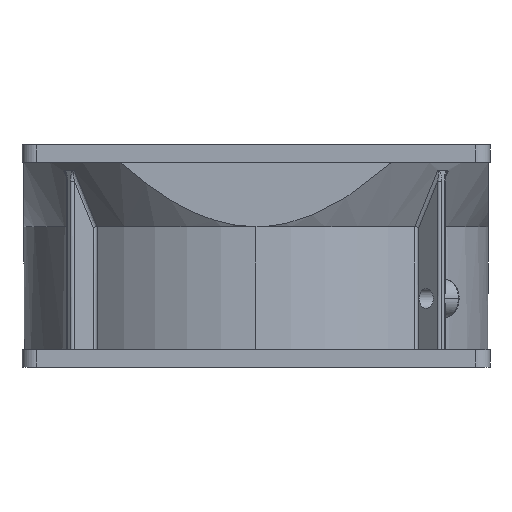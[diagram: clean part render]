
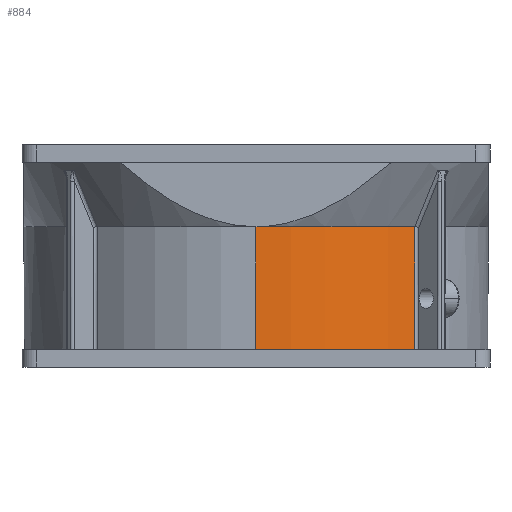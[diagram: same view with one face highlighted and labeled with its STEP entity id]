
A CAD part, left-side view. The second image highlights one B-rep face of the part: STEP entity #884.
In plain terms, the highlighted cylindrical face has radius 39.7 mm (diameter 79.4 mm), a partial arc.
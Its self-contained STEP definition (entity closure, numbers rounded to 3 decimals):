
#107 = AXIS2_PLACEMENT_3D ( 'NONE', #9958, #7402, #10771 ) ;
#884 = ADVANCED_FACE ( 'NONE', ( #9675 ), #1282, .T. ) ;
#1102 = AXIS2_PLACEMENT_3D ( 'NONE', #5356, #8750, #7004 ) ;
#1159 = ORIENTED_EDGE ( 'NONE', *, *, #5542, .T. ) ;
#1282 = CYLINDRICAL_SURFACE ( 'NONE', #1102, 39.7 ) ;
#1613 = VERTEX_POINT ( 'NONE', #8297 ) ;
#1721 = DIRECTION ( 'NONE',  ( 0., 0., -1. ) ) ;
#2047 = ORIENTED_EDGE ( 'NONE', *, *, #6838, .F. ) ;
#2574 = DIRECTION ( 'NONE',  ( 0., 0., 1. ) ) ;
#2719 = ORIENTED_EDGE ( 'NONE', *, *, #5915, .T. ) ;
#3423 = DIRECTION ( 'NONE',  ( 1., 0., 0. ) ) ;
#4131 = VERTEX_POINT ( 'NONE', #10619 ) ;
#4274 = CIRCLE ( 'NONE', #8162, 39.7 ) ;
#4306 = CARTESIAN_POINT ( 'NONE',  ( -28.966, -27.149, -14. ) ) ;
#5037 = CARTESIAN_POINT ( 'NONE',  ( -28.966, -27.149, -21. ) ) ;
#5061 = CARTESIAN_POINT ( 'NONE',  ( -28.965, -27.15, -35. ) ) ;
#5356 = CARTESIAN_POINT ( 'NONE',  ( 0., 0., -1.4 ) ) ;
#5542 = EDGE_CURVE ( 'NONE', #10150, #4131, #10374, .T. ) ;
#5653 = EDGE_LOOP ( 'NONE', ( #2047, #5957, #2719, #1159 ) ) ;
#5915 = EDGE_CURVE ( 'NONE', #7362, #10150, #8100, .T. ) ;
#5957 = ORIENTED_EDGE ( 'NONE', *, *, #7376, .T. ) ;
#6085 = CARTESIAN_POINT ( 'NONE',  ( -39.7, 0., -35. ) ) ;
#6773 = CARTESIAN_POINT ( 'NONE',  ( 0., 0., -14. ) ) ;
#6838 = EDGE_CURVE ( 'NONE', #1613, #4131, #4274, .T. ) ;
#7004 = DIRECTION ( 'NONE',  ( -1., 0., 0. ) ) ;
#7038 = LINE ( 'NONE', #10157, #9367 ) ;
#7362 = VERTEX_POINT ( 'NONE', #6085 ) ;
#7376 = EDGE_CURVE ( 'NONE', #1613, #7362, #7038, .T. ) ;
#7402 = DIRECTION ( 'NONE',  ( 0., 0., 1. ) ) ;
#7416 = CARTESIAN_POINT ( 'NONE',  ( -28.965, -27.15, -35. ) ) ;
#8100 = CIRCLE ( 'NONE', #107, 39.7 ) ;
#8162 = AXIS2_PLACEMENT_3D ( 'NONE', #6773, #2574, #3423 ) ;
#8297 = CARTESIAN_POINT ( 'NONE',  ( -39.7, 0., -14. ) ) ;
#8522 = CARTESIAN_POINT ( 'NONE',  ( -28.966, -27.149, -28. ) ) ;
#8750 = DIRECTION ( 'NONE',  ( 0., 0., -1. ) ) ;
#9367 = VECTOR ( 'NONE', #1721, 1000. ) ;
#9675 = FACE_OUTER_BOUND ( 'NONE', #5653, .T. ) ;
#9958 = CARTESIAN_POINT ( 'NONE',  ( 0., 0., -35. ) ) ;
#10150 = VERTEX_POINT ( 'NONE', #5061 ) ;
#10157 = CARTESIAN_POINT ( 'NONE',  ( -39.7, 0., -1.4 ) ) ;
#10374 = B_SPLINE_CURVE_WITH_KNOTS ( 'NONE', 3,
 ( #7416, #8522, #5037, #4306 ),
 .UNSPECIFIED., .F., .F.,
 ( 4, 4 ),
 ( 0., 1. ),
 .UNSPECIFIED. ) ;
#10619 = CARTESIAN_POINT ( 'NONE',  ( -28.966, -27.149, -14. ) ) ;
#10771 = DIRECTION ( 'NONE',  ( -1., 0., 0. ) ) ;
